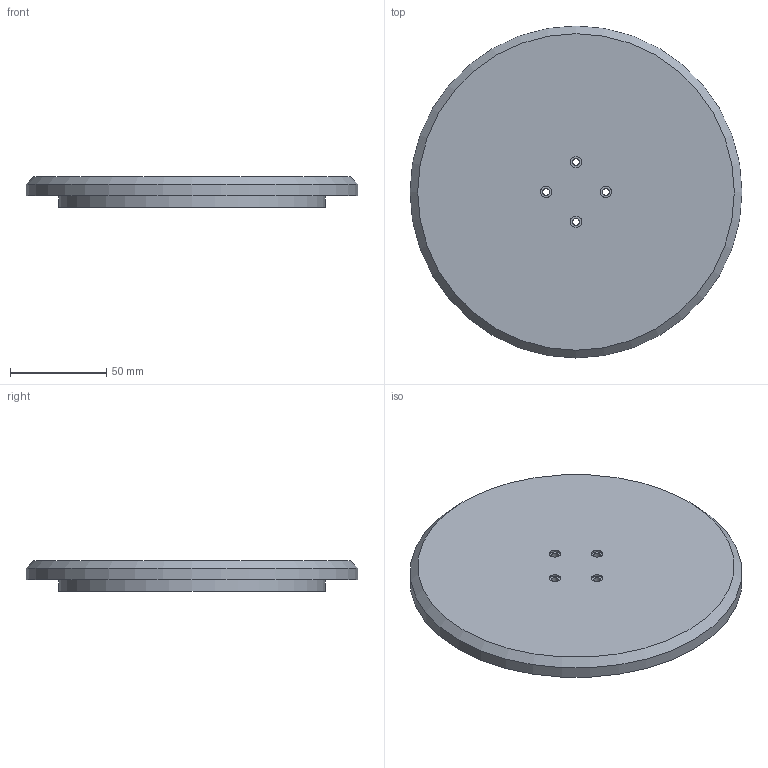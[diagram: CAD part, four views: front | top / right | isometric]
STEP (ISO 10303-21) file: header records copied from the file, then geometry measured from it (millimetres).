
FILE_DESCRIPTION(/* description */ (''),/* implementation_level */ '2;1');
FILE_NAME(/* name */ 'hoverboardHubCap.stp',/* time_stamp */ '2024-12-05T20:13:45-05:00',/* author */ ('derm'),/* organization */ (''),/* preprocessor_version */ 'ST-DEVELOPER v20',/* originating_system */ 'Autodesk Inventor 2025',/* authorisation */ '');
FILE_SCHEMA (('AUTOMOTIVE_DESIGN { 1 0 10303 214 3 1 1 }'));
Length unit declared in the file: millimetre
Products named in the file (1): hoverboardHubCap
Bounding box: 172.07 x 172.07 x 16 mm (x, y, z)
Volume: 172373.6 mm3; surface area: 57401.2 mm2
Topology: 1 solids, 1 shells, 21 faces, 39 edges, 26 vertices
Faces by surface type: cylinder 11, plane 8, cone 2
Full cylindrical faces by diameter (mm): 3.5 x4, 6 x4, 129.356 x1, 138 x1, 172.069 x1
Entity records: 598 total; most frequent: DIRECTION 109, CARTESIAN_POINT 87, ORIENTED_EDGE 78, AXIS2_PLACEMENT_3D 48, EDGE_CURVE 39, EDGE_LOOP 35, CIRCLE 26, VERTEX_POINT 26
